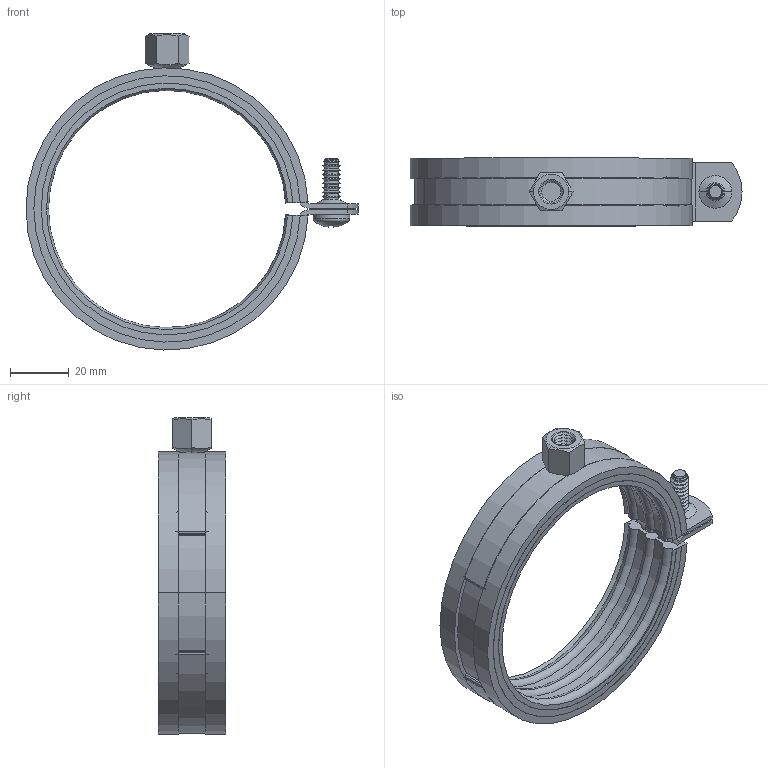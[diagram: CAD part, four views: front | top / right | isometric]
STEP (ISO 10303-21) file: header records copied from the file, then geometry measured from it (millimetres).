
FILE_DESCRIPTION((''),'2;1');
FILE_NAME('41947.stp','2007-07-23T12:11:05',(''),(''),'Mechanical Desktop.R8.0.24.0','Mechanical Desktop.R8.0.24.0',', , ');
FILE_SCHEMA(('CONFIG_CONTROL_DESIGN'));
Length unit declared in the file: millimetre
Products named in the file (15): 41947; SCHELLE20X1; TEIL1; 08-233; ~TEIL1; STREIFEN; ~~TEIL1; UVS14; ~~~TEIL1; B6,3X19; ~~~~TEIL1; HUTMUTTER8_DIN917; M8$0$AVE_RENDER; M8$0$AVE_GLOBAL; LAYER
Assembly tree (21 placements, depth 3):
  41947
    SCHELLE20X1
      TEIL1
    08-233
      ~TEIL1
    STREIFEN
      ~~TEIL1
    UVS14
      ~~~TEIL1
    B6,3X19
      ~~~~TEIL1
    HUTMUTTER8_DIN917
      M8$0$AVE_RENDER  x8
      M8$0$AVE_GLOBAL
    LAYER
Bounding box: 113.4 x 23.1 x 107.94 mm (x, y, z)
Volume: 38078.7 mm3; surface area: 45391.2 mm2
Topology: 6 solids, 6 shells, 294 faces, 736 edges, 448 vertices
Faces by surface type: cylinder 106, cone 90, plane 54, torus 28, bspline 16
Entity records: 10745 total; most frequent: CARTESIAN_POINT 3388, DIRECTION 1574, ORIENTED_EDGE 1472, EDGE_CURVE 736, AXIS2_PLACEMENT_3D 638, VERTEX_POINT 448, CIRCLE 338, EDGE_LOOP 302
